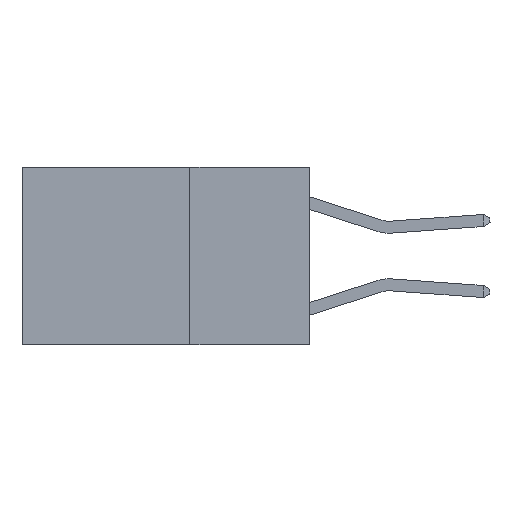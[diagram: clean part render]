
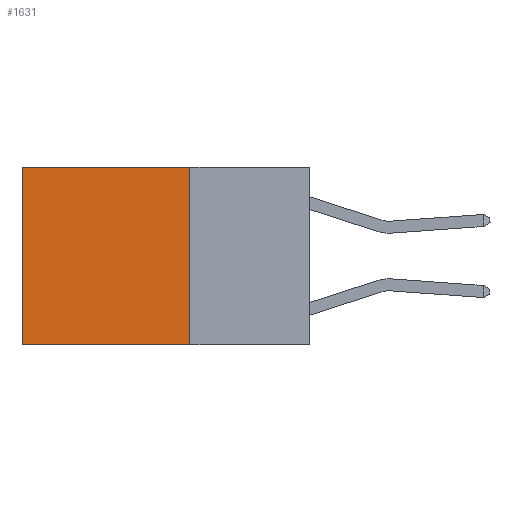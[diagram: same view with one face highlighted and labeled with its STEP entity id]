
A CAD part, left-side view. The second image highlights one B-rep face of the part: STEP entity #1631.
In plain terms, the highlighted planar face has unit normal (-1, 0, 0).
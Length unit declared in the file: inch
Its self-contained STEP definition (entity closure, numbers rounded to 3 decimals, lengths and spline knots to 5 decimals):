
#399 = LINE ( 'NONE', #3567, #4696 ) ;
#892 = CARTESIAN_POINT ( 'NONE',  ( 0.2625, 0.6, 0. ) ) ;
#1085 = CARTESIAN_POINT ( 'NONE',  ( 0.2625, 0.25, 0. ) ) ;
#1115 = EDGE_CURVE ( 'NONE', #1319, #3153, #399, .T. ) ;
#1256 = VERTEX_POINT ( 'NONE', #1885 ) ;
#1319 = VERTEX_POINT ( 'NONE', #1085 ) ;
#1631 = ADVANCED_FACE ( 'NONE', ( #2516 ), #8803, .F. ) ;
#1885 = CARTESIAN_POINT ( 'NONE',  ( 0.2625, 0.25, -0.37 ) ) ;
#2027 = CARTESIAN_POINT ( 'NONE',  ( 0.2625, 0.25, -0.37 ) ) ;
#2085 = LINE ( 'NONE', #2027, #9803 ) ;
#2516 = FACE_OUTER_BOUND ( 'NONE', #4118, .T. ) ;
#3153 = VERTEX_POINT ( 'NONE', #892 ) ;
#3468 = DIRECTION ( 'NONE',  ( 0., 1., 0. ) ) ;
#3567 = CARTESIAN_POINT ( 'NONE',  ( 0.2625, 0.25, 0. ) ) ;
#3666 = CARTESIAN_POINT ( 'NONE',  ( 0.2625, 0.25, 0. ) ) ;
#4118 = EDGE_LOOP ( 'NONE', ( #6926, #5724, #5065, #6002 ) ) ;
#4226 = EDGE_CURVE ( 'NONE', #1256, #9916, #2085, .T. ) ;
#4612 = AXIS2_PLACEMENT_3D ( 'NONE', #8450, #8141, #8116 ) ;
#4696 = VECTOR ( 'NONE', #3468, 39.37008 ) ;
#4740 = LINE ( 'NONE', #9394, #6581 ) ;
#5065 = ORIENTED_EDGE ( 'NONE', *, *, #8002, .F. ) ;
#5127 = VECTOR ( 'NONE', #9712, 39.37008 ) ;
#5724 = ORIENTED_EDGE ( 'NONE', *, *, #4226, .F. ) ;
#6002 = ORIENTED_EDGE ( 'NONE', *, *, #1115, .T. ) ;
#6200 = CARTESIAN_POINT ( 'NONE',  ( 0.2625, 0.6, -0.37 ) ) ;
#6393 = EDGE_CURVE ( 'NONE', #3153, #9916, #4740, .T. ) ;
#6581 = VECTOR ( 'NONE', #7958, 39.37008 ) ;
#6816 = DIRECTION ( 'NONE',  ( 0., 1., 0. ) ) ;
#6926 = ORIENTED_EDGE ( 'NONE', *, *, #6393, .T. ) ;
#7958 = DIRECTION ( 'NONE',  ( 0., 0., -1. ) ) ;
#8002 = EDGE_CURVE ( 'NONE', #1319, #1256, #9422, .T. ) ;
#8116 = DIRECTION ( 'NONE',  ( 0., 0., -1. ) ) ;
#8141 = DIRECTION ( 'NONE',  ( 1., 0., 0. ) ) ;
#8450 = CARTESIAN_POINT ( 'NONE',  ( 0.2625, 0.25, 0. ) ) ;
#8803 = PLANE ( 'NONE',  #4612 ) ;
#9394 = CARTESIAN_POINT ( 'NONE',  ( 0.2625, 0.6, 0. ) ) ;
#9422 = LINE ( 'NONE', #3666, #5127 ) ;
#9712 = DIRECTION ( 'NONE',  ( 0., 0., -1. ) ) ;
#9803 = VECTOR ( 'NONE', #6816, 39.37008 ) ;
#9916 = VERTEX_POINT ( 'NONE', #6200 ) ;
